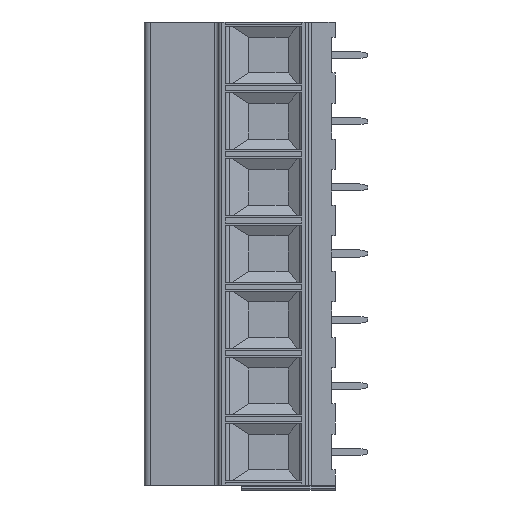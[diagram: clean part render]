
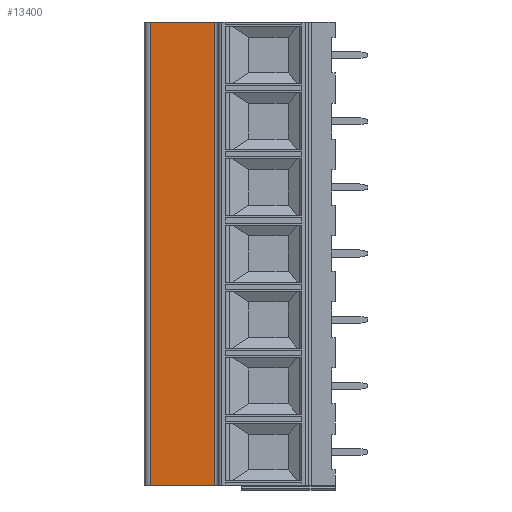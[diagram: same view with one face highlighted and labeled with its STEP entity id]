
A CAD part, left-side view. The second image highlights one B-rep face of the part: STEP entity #13400.
In plain terms, the highlighted planar face has unit normal (-0.996, 0.087, 0).
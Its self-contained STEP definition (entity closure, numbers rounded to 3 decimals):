
#84=DIRECTION('',(-0.087,-0.996,0.));
#85=VECTOR('',#84,9.977);
#86=CARTESIAN_POINT('',(-5.075,13.737,66.04));
#87=LINE('',#86,#85);
#3554=DIRECTION('',(0.,0.,-1.));
#3555=VECTOR('',#3554,71.12);
#3556=CARTESIAN_POINT('',(-5.075,13.737,66.04));
#3557=LINE('',#3556,#3555);
#3558=DIRECTION('',(0.,0.,-1.));
#3559=VECTOR('',#3558,71.12);
#3560=CARTESIAN_POINT('',(-5.945,3.798,66.04));
#3561=LINE('',#3560,#3559);
#3690=DIRECTION('',(-0.087,-0.996,0.));
#3691=VECTOR('',#3690,9.977);
#3692=CARTESIAN_POINT('',(-5.075,13.737,-5.08));
#3693=LINE('',#3692,#3691);
#7425=CARTESIAN_POINT('',(-5.075,13.737,66.04));
#7427=VERTEX_POINT('',#7425);
#7428=CARTESIAN_POINT('',(-5.945,3.798,66.04));
#7429=VERTEX_POINT('',#7428);
#7455=CARTESIAN_POINT('',(-5.075,13.737,-5.08));
#7457=VERTEX_POINT('',#7455);
#7458=CARTESIAN_POINT('',(-5.945,3.798,-5.08));
#7459=VERTEX_POINT('',#7458);
#13387=CARTESIAN_POINT('',(-5.075,13.737,66.04));
#13388=DIRECTION('',(-0.996,0.087,0.));
#13389=DIRECTION('',(-0.087,-0.996,0.));
#13390=AXIS2_PLACEMENT_3D('',#13387,#13388,#13389);
#13391=PLANE('',#13390);
#13392=ORIENTED_EDGE('',*,*,#9561,.T.);
#13394=ORIENTED_EDGE('',*,*,#13393,.T.);
#13396=ORIENTED_EDGE('',*,*,#13395,.F.);
#13397=ORIENTED_EDGE('',*,*,#13379,.F.);
#13398=EDGE_LOOP('',(#13392,#13394,#13396,#13397));
#13399=FACE_OUTER_BOUND('',#13398,.F.);
#9561=EDGE_CURVE('',#7427,#7429,#87,.T.);
#13379=EDGE_CURVE('',#7427,#7457,#3557,.T.);
#13393=EDGE_CURVE('',#7429,#7459,#3561,.T.);
#13395=EDGE_CURVE('',#7457,#7459,#3693,.T.);
#13400=ADVANCED_FACE('',(#13399),#13391,.T.);
